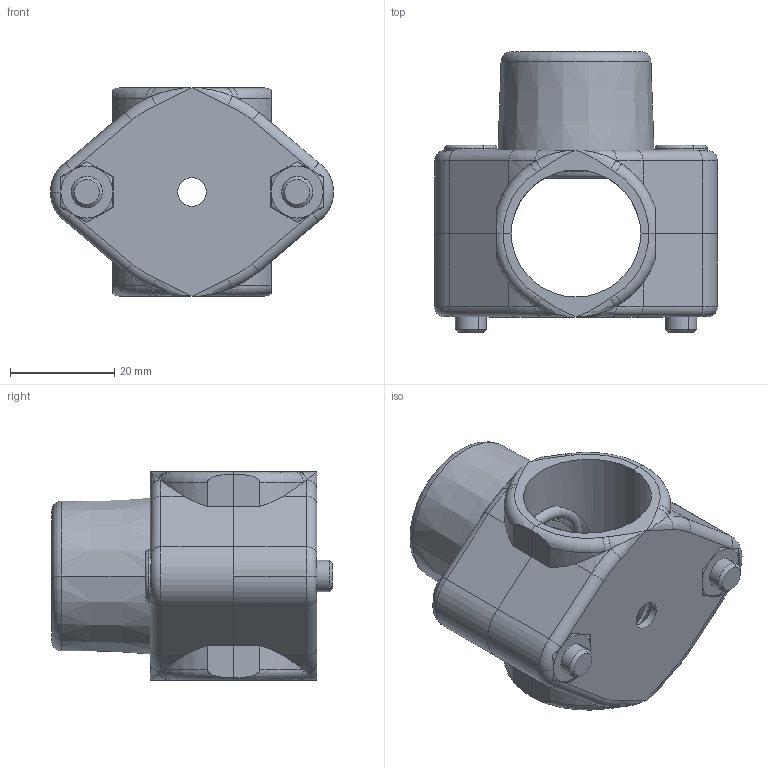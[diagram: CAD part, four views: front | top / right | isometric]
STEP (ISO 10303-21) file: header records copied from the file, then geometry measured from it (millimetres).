
FILE_DESCRIPTION (( 'STEP AP203' ), '1' );
FILE_NAME ('ML214.025.012.STEP', '2016-10-21T13:42:39', ( 'Utente' ), ( '' ), 'SwSTEP 2.0', 'SolidWorks 2016', '' );
FILE_SCHEMA (( 'CONFIG_CONTROL_DESIGN' ));
Length unit declared in the file: millimetre
Products named in the file (1): ML214.025.012
Bounding box: 54.4 x 54 x 40 mm (x, y, z)
Surface area: 17064.2 mm2 (no closed solid volume)
Topology: 0 solids, 9 shells, 230 faces, 640 edges, 402 vertices
Faces by surface type: plane 79, cylinder 67, torus 32, bspline 29, cone 23
Entity records: 11717 total; most frequent: CARTESIAN_POINT 6290, ORIENTED_EDGE 1131, DIRECTION 1035, EDGE_CURVE 624, VERTEX_POINT 402, AXIS2_PLACEMENT_3D 391, VECTOR 253, LINE 253
